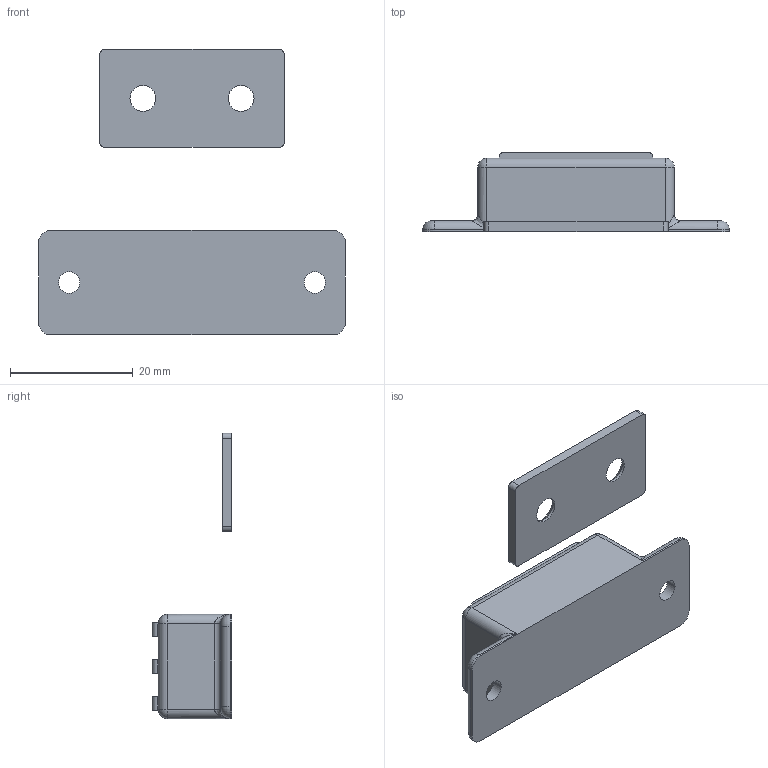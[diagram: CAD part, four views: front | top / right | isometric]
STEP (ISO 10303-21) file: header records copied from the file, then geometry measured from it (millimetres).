
FILE_DESCRIPTION (( 'STEP AP203' ), '1' );
FILE_NAME ('C-100-A-2.STEP', '2019-02-19T00:01:21', ( '' ), ( '' ), 'SwSTEP 2.0', 'SolidWorks 2014', '' );
FILE_SCHEMA (( 'CONFIG_CONTROL_DESIGN' ));
Length unit declared in the file: millimetre
Products named in the file (3): C-100-A-2_本体_; C-100-A-2_受け_; C-100-A-2
Assembly tree (2 placements, depth 2):
  C-100-A-2
    C-100-A-2_本体_
    C-100-A-2_受け_
Bounding box: 50 x 13 x 46.5 mm (x, y, z)
Volume: 7812.9 mm3; surface area: 4026 mm2
Topology: 2 solids, 2 shells, 87 faces, 214 edges, 124 vertices
Faces by surface type: cylinder 38, plane 33, torus 4, sphere 4, bspline 4, cone 4
Entity records: 2945 total; most frequent: CARTESIAN_POINT 610, DIRECTION 450, ORIENTED_EDGE 412, EDGE_CURVE 206, AXIS2_PLACEMENT_3D 164, VERTEX_POINT 124, VECTOR 122, LINE 122
